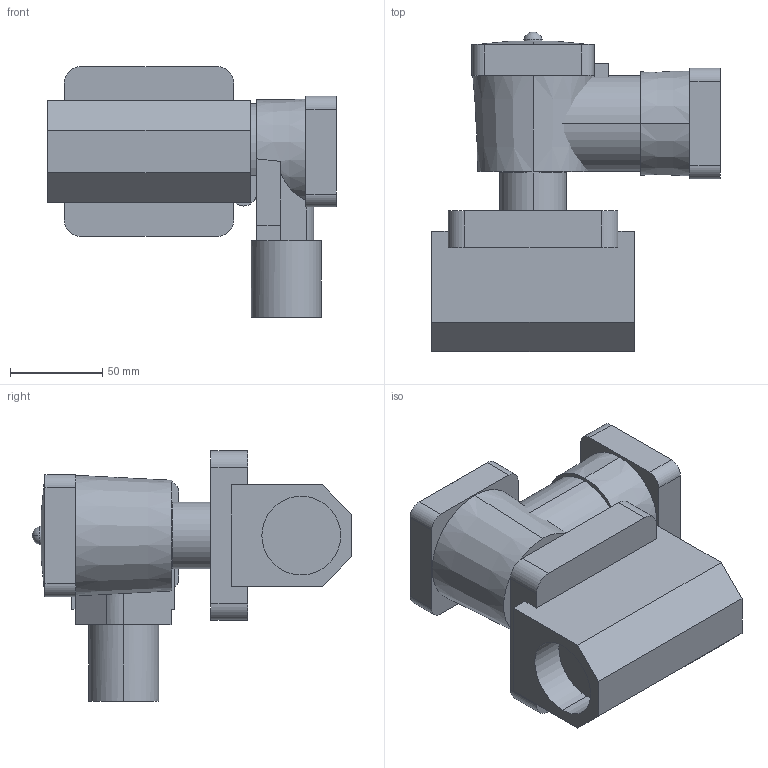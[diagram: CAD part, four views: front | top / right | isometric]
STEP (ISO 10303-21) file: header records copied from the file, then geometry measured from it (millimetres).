
FILE_DESCRIPTION (( 'STEP AP214' ), '1' );
FILE_NAME ('YS211K-G.STEP', '2025-09-11T00:48:28', ( '' ), ( '' ), 'SwSTEP 2.0', 'SolidWorks 2024', '' );
FILE_SCHEMA (( 'AUTOMOTIVE_DESIGN' ));
Length unit declared in the file: millimetre
Products named in the file (4): YS211K-G; ZS211_6G; AS321J; TBK_K
Assembly tree (3 placements, depth 2):
  YS211K-G
    ZS211_6G
    AS321J
    TBK_K
Bounding box: 156.6 x 173.4 x 135.8 mm (x, y, z)
Volume: 1009592 mm3; surface area: 123123.8 mm2
Topology: 5 solids, 6 shells, 120 faces, 283 edges, 187 vertices
Faces by surface type: plane 69, cylinder 43, cone 6, sphere 2
Entity records: 3754 total; most frequent: CARTESIAN_POINT 760, DIRECTION 633, ORIENTED_EDGE 566, EDGE_CURVE 283, AXIS2_PLACEMENT_3D 234, VERTEX_POINT 187, VECTOR 165, LINE 165
